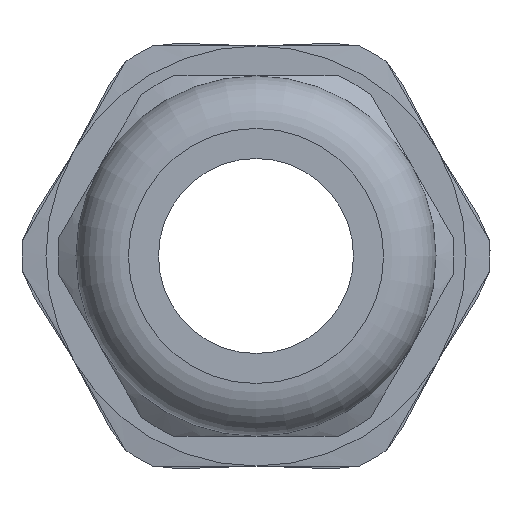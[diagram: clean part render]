
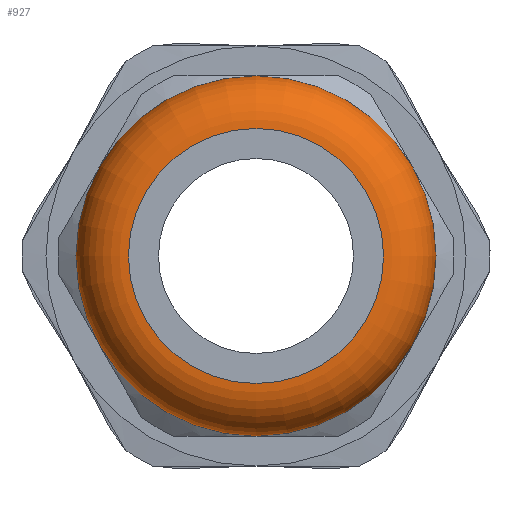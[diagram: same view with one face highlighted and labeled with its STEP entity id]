
A CAD part, left-side view. The second image highlights one B-rep face of the part: STEP entity #927.
In plain terms, the highlighted toroidal (fillet/blend) face has major radius 8.5 mm and minor radius 3.5 mm.
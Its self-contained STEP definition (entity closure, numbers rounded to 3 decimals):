
#626=TOROIDAL_SURFACE('',#3585,8.5,3.5);
#927=ADVANCED_FACE('',(#1135,#1136),#626,.T.);
#1135=FACE_BOUND('',#1219,.T.);
#1136=FACE_BOUND('',#1220,.T.);
#1219=EDGE_LOOP('',(#1592));
#1220=EDGE_LOOP('',(#1593));
#1592=ORIENTED_EDGE('',*,*,#2566,.T.);
#1593=ORIENTED_EDGE('',*,*,#2565,.F.);
#2263=VERTEX_POINT('',#5621);
#2264=VERTEX_POINT('',#5624);
#2565=EDGE_CURVE('',#2263,#2263,#2923,.T.);
#2566=EDGE_CURVE('',#2264,#2264,#2924,.T.);
#2923=CIRCLE('',#3582,12.);
#2924=CIRCLE('',#3584,8.5);
#3582=AXIS2_PLACEMENT_3D('',#5620,#4020,#4021);
#3584=AXIS2_PLACEMENT_3D('',#5623,#4024,#4025);
#3585=AXIS2_PLACEMENT_3D('',#5625,#4026,#4027);
#4020=DIRECTION('',(1.,0.,0.));
#4021=DIRECTION('',(0.,0.,-1.));
#4024=DIRECTION('',(1.,0.,0.));
#4025=DIRECTION('',(0.,0.,-1.));
#4026=DIRECTION('',(1.,0.,0.));
#4027=DIRECTION('',(0.,0.,-1.));
#5620=CARTESIAN_POINT('',(3.5,0.,0.));
#5621=CARTESIAN_POINT('',(3.5,0.,-12.));
#5623=CARTESIAN_POINT('',(0.,0.,0.));
#5624=CARTESIAN_POINT('',(0.,0.,-8.5));
#5625=CARTESIAN_POINT('',(3.5,0.,0.));
